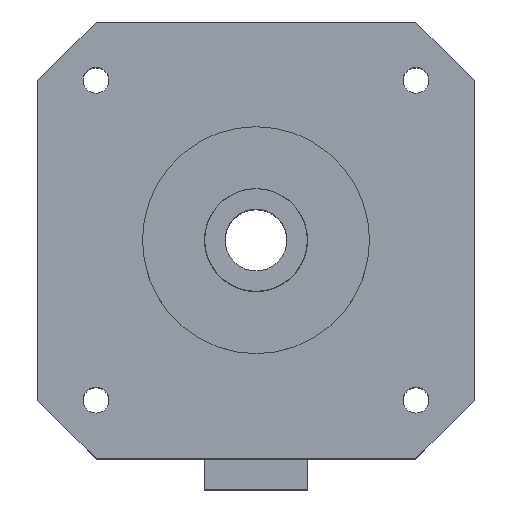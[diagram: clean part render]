
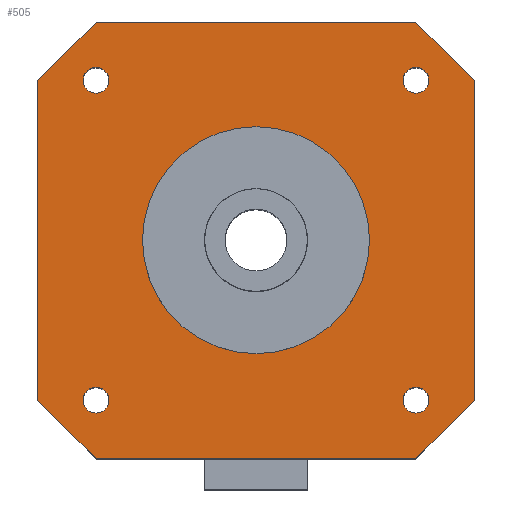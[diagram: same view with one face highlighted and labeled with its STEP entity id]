
A CAD part, top view. The second image highlights one B-rep face of the part: STEP entity #505.
In plain terms, the highlighted planar face has unit normal (0, 0, 1).
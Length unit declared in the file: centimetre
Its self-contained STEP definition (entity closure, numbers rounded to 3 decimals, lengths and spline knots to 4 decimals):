
#105=CIRCLE('',#517,1.1);
#107=CIRCLE('',#529,0.125);
#109=CIRCLE('',#532,0.125);
#111=CIRCLE('',#535,0.125);
#113=CIRCLE('',#538,0.125);
#137=VERTEX_POINT('',#679);
#139=VERTEX_POINT('',#685);
#140=VERTEX_POINT('',#686);
#143=VERTEX_POINT('',#694);
#145=VERTEX_POINT('',#701);
#147=VERTEX_POINT('',#706);
#149=VERTEX_POINT('',#712);
#151=VERTEX_POINT('',#718);
#153=VERTEX_POINT('',#724);
#155=VERTEX_POINT('',#733);
#157=VERTEX_POINT('',#738);
#159=VERTEX_POINT('',#743);
#161=VERTEX_POINT('',#748);
#179=VECTOR('',#577,1.);
#183=VECTOR('',#582,1.);
#187=VECTOR('',#587,1.);
#189=VECTOR('',#590,1.);
#192=VECTOR('',#594,1.);
#195=VECTOR('',#598,1.);
#198=VECTOR('',#602,1.);
#201=VECTOR('',#606,1.);
#214=LINE('',#684,#179);
#218=LINE('',#693,#183);
#222=LINE('',#700,#187);
#224=LINE('',#705,#189);
#227=LINE('',#711,#192);
#230=LINE('',#717,#195);
#233=LINE('',#723,#198);
#236=LINE('',#729,#201);
#250=EDGE_CURVE('',#137,#137,#105,.T.);
#252=EDGE_CURVE('',#139,#140,#214,.T.);
#256=EDGE_CURVE('',#140,#143,#218,.T.);
#260=EDGE_CURVE('',#143,#145,#222,.T.);
#263=EDGE_CURVE('',#145,#147,#224,.T.);
#266=EDGE_CURVE('',#147,#149,#227,.T.);
#269=EDGE_CURVE('',#149,#151,#230,.T.);
#272=EDGE_CURVE('',#151,#153,#233,.T.);
#275=EDGE_CURVE('',#153,#139,#236,.T.);
#277=EDGE_CURVE('',#155,#155,#107,.T.);
#279=EDGE_CURVE('',#157,#157,#109,.T.);
#281=EDGE_CURVE('',#159,#159,#111,.T.);
#283=EDGE_CURVE('',#161,#161,#113,.T.);
#356=ORIENTED_EDGE('',*,*,#250,.T.);
#357=ORIENTED_EDGE('',*,*,#283,.F.);
#358=ORIENTED_EDGE('',*,*,#281,.F.);
#359=ORIENTED_EDGE('',*,*,#279,.F.);
#360=ORIENTED_EDGE('',*,*,#277,.F.);
#361=ORIENTED_EDGE('',*,*,#252,.F.);
#362=ORIENTED_EDGE('',*,*,#275,.F.);
#363=ORIENTED_EDGE('',*,*,#272,.F.);
#364=ORIENTED_EDGE('',*,*,#269,.F.);
#365=ORIENTED_EDGE('',*,*,#266,.F.);
#366=ORIENTED_EDGE('',*,*,#263,.F.);
#367=ORIENTED_EDGE('',*,*,#260,.F.);
#368=ORIENTED_EDGE('',*,*,#256,.F.);
#420=EDGE_LOOP('',(#356));
#421=EDGE_LOOP('',(#357));
#422=EDGE_LOOP('',(#358));
#423=EDGE_LOOP('',(#359));
#424=EDGE_LOOP('',(#360));
#425=EDGE_LOOP('',(#361,#362,#363,#364,#365,#366,#367,#368));
#466=FACE_BOUND('',#420,.T.);
#467=FACE_BOUND('',#421,.T.);
#468=FACE_BOUND('',#422,.T.);
#469=FACE_BOUND('',#423,.T.);
#470=FACE_BOUND('',#424,.T.);
#471=FACE_BOUND('',#425,.T.);
#505=ADVANCED_FACE('',(#466,#467,#468,#469,#470,#471),#781,.T.);
#517=AXIS2_PLACEMENT_3D('',#678,#571,#572);
#529=AXIS2_PLACEMENT_3D('',#732,#610,#611);
#532=AXIS2_PLACEMENT_3D('',#737,#616,#617);
#535=AXIS2_PLACEMENT_3D('',#742,#622,#623);
#538=AXIS2_PLACEMENT_3D('',#747,#628,#629);
#542=AXIS2_PLACEMENT_3D('',#754,#636,$);
#571=DIRECTION('',(0.,0.,-1.));
#572=DIRECTION('',(1.1,0.,0.));
#577=DIRECTION('',(0.,-1.,0.));
#582=DIRECTION('',(-0.707,-0.707,0.));
#587=DIRECTION('',(-1.,0.,0.));
#590=DIRECTION('',(-0.707,0.707,0.));
#594=DIRECTION('',(0.,1.,0.));
#598=DIRECTION('',(0.707,0.707,0.));
#602=DIRECTION('',(1.,0.,0.));
#606=DIRECTION('',(0.707,-0.707,0.));
#610=DIRECTION('',(0.,0.,1.));
#611=DIRECTION('',(0.125,0.,0.));
#616=DIRECTION('',(0.,0.,1.));
#617=DIRECTION('',(0.125,0.,0.));
#622=DIRECTION('',(0.,0.,1.));
#623=DIRECTION('',(0.125,0.,0.));
#628=DIRECTION('',(0.,0.,1.));
#629=DIRECTION('',(0.125,0.,0.));
#636=DIRECTION('',(0.,0.,1.));
#678=CARTESIAN_POINT('',(0.,0.,3.4));
#679=CARTESIAN_POINT('',(1.1,0.,3.4));
#684=CARTESIAN_POINT('',(2.115,1.55,3.4));
#685=CARTESIAN_POINT('',(2.115,1.55,3.4));
#686=CARTESIAN_POINT('',(2.115,-1.55,3.4));
#693=CARTESIAN_POINT('',(2.115,-1.55,3.4));
#694=CARTESIAN_POINT('',(1.55,-2.115,3.4));
#700=CARTESIAN_POINT('',(1.55,-2.115,3.4));
#701=CARTESIAN_POINT('',(-1.55,-2.115,3.4));
#705=CARTESIAN_POINT('',(-1.55,-2.115,3.4));
#706=CARTESIAN_POINT('',(-2.115,-1.55,3.4));
#711=CARTESIAN_POINT('',(-2.115,-1.55,3.4));
#712=CARTESIAN_POINT('',(-2.115,1.55,3.4));
#717=CARTESIAN_POINT('',(-2.115,1.55,3.4));
#718=CARTESIAN_POINT('',(-1.55,2.115,3.4));
#723=CARTESIAN_POINT('',(-1.55,2.115,3.4));
#724=CARTESIAN_POINT('',(1.55,2.115,3.4));
#729=CARTESIAN_POINT('',(1.55,2.115,3.4));
#732=CARTESIAN_POINT('',(-1.55,-1.55,3.4));
#733=CARTESIAN_POINT('',(-1.425,-1.55,3.4));
#737=CARTESIAN_POINT('',(1.55,-1.55,3.4));
#738=CARTESIAN_POINT('',(1.675,-1.55,3.4));
#742=CARTESIAN_POINT('',(1.55,1.55,3.4));
#743=CARTESIAN_POINT('',(1.675,1.55,3.4));
#747=CARTESIAN_POINT('',(-1.55,1.55,3.4));
#748=CARTESIAN_POINT('',(-1.425,1.55,3.4));
#754=CARTESIAN_POINT('',(0.,0.,3.4));
#781=PLANE('',#542);
